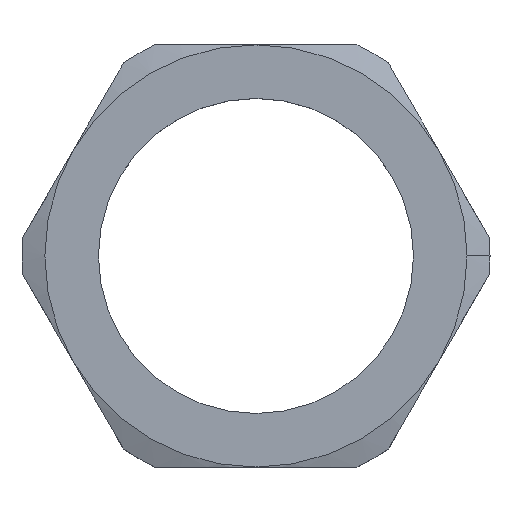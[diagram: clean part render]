
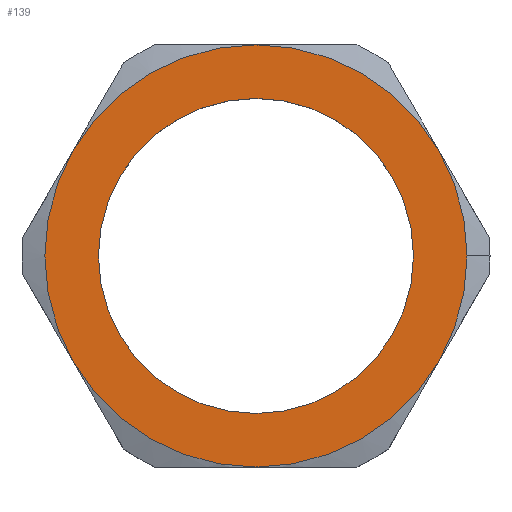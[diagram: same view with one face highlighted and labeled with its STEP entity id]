
A CAD part, top view. The second image highlights one B-rep face of the part: STEP entity #139.
In plain terms, the highlighted planar face has unit normal (0, 0, 1).
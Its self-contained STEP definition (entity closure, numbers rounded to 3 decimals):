
#39 = AXIS2_PLACEMENT_3D ( 'NONE', #516, #512, #511 ) ;
#45 = AXIS2_PLACEMENT_3D ( 'NONE', #489, #488, #487 ) ;
#49 = AXIS2_PLACEMENT_3D ( 'NONE', #486, #485, #484 ) ;
#50 = AXIS2_PLACEMENT_3D ( 'NONE', #483, #482, #481 ) ;
#52 = AXIS2_PLACEMENT_3D ( 'NONE', #480, #479, #478 ) ;
#53 = AXIS2_PLACEMENT_3D ( 'NONE', #477, #476, #475 ) ;
#54 = AXIS2_PLACEMENT_3D ( 'NONE', #474, #467, #466 ) ;
#88 = AXIS2_PLACEMENT_3D ( 'NONE', #543, #542, #541 ) ;
#90 = AXIS2_PLACEMENT_3D ( 'NONE', #495, #491, #490 ) ;
#92 = FACE_BOUND ( 'NONE', #727, .T. ) ;
#102 = FACE_OUTER_BOUND ( 'NONE', #729, .T. ) ;
#109 = AXIS2_PLACEMENT_3D ( 'NONE', #528, #527, #526 ) ;
#139 = ADVANCED_FACE ( 'NONE', ( #92, #102 ), #544, .T. ) ;
#144 = EDGE_CURVE ( 'NONE', #792, #760, #233, .T. ) ;
#148 = EDGE_CURVE ( 'NONE', #791, #757, #231, .T. ) ;
#155 = EDGE_CURVE ( 'NONE', #757, #791, #227, .T. ) ;
#156 = EDGE_CURVE ( 'NONE', #786, #792, #225, .T. ) ;
#157 = EDGE_CURVE ( 'NONE', #765, #788, #224, .T. ) ;
#158 = EDGE_CURVE ( 'NONE', #788, #787, #223, .T. ) ;
#159 = EDGE_CURVE ( 'NONE', #787, #772, #222, .T. ) ;
#160 = EDGE_CURVE ( 'NONE', #772, #786, #221, .T. ) ;
#163 = EDGE_CURVE ( 'NONE', #760, #765, #220, .T. ) ;
#220 = CIRCLE ( 'NONE', #54, 32.5 ) ;
#221 = CIRCLE ( 'NONE', #53, 32.5 ) ;
#222 = CIRCLE ( 'NONE', #52, 32.5 ) ;
#223 = CIRCLE ( 'NONE', #50, 32.5 ) ;
#224 = CIRCLE ( 'NONE', #49, 32.5 ) ;
#225 = CIRCLE ( 'NONE', #45, 32.5 ) ;
#227 = CIRCLE ( 'NONE', #90, 24.25 ) ;
#231 = CIRCLE ( 'NONE', #39, 24.25 ) ;
#233 = CIRCLE ( 'NONE', #109, 32.5 ) ;
#269 = CARTESIAN_POINT ( 'NONE',  ( 0., -32.5, 8. ) ) ;
#276 = CARTESIAN_POINT ( 'NONE',  ( 0., 32.5, 8. ) ) ;
#281 = CARTESIAN_POINT ( 'NONE',  ( 28.146, 16.25, 8. ) ) ;
#284 = CARTESIAN_POINT ( 'NONE',  ( 24.25, 0., 8. ) ) ;
#466 = DIRECTION ( 'NONE',  ( 1., 0., 0. ) ) ;
#467 = DIRECTION ( 'NONE',  ( 0., 0., 1. ) ) ;
#474 = CARTESIAN_POINT ( 'NONE',  ( 0., 0., 8. ) ) ;
#475 = DIRECTION ( 'NONE',  ( 1., 0., 0. ) ) ;
#476 = DIRECTION ( 'NONE',  ( 0., 0., 1. ) ) ;
#477 = CARTESIAN_POINT ( 'NONE',  ( 0., 0., 8. ) ) ;
#478 = DIRECTION ( 'NONE',  ( 1., 0., 0. ) ) ;
#479 = DIRECTION ( 'NONE',  ( 0., 0., 1. ) ) ;
#480 = CARTESIAN_POINT ( 'NONE',  ( 0., 0., 8. ) ) ;
#481 = DIRECTION ( 'NONE',  ( 1., 0., 0. ) ) ;
#482 = DIRECTION ( 'NONE',  ( 0., 0., 1. ) ) ;
#483 = CARTESIAN_POINT ( 'NONE',  ( 0., 0., 8. ) ) ;
#484 = DIRECTION ( 'NONE',  ( 1., 0., 0. ) ) ;
#485 = DIRECTION ( 'NONE',  ( 0., 0., 1. ) ) ;
#486 = CARTESIAN_POINT ( 'NONE',  ( 0., 0., 8. ) ) ;
#487 = DIRECTION ( 'NONE',  ( 1., 0., 0. ) ) ;
#488 = DIRECTION ( 'NONE',  ( 0., 0., 1. ) ) ;
#489 = CARTESIAN_POINT ( 'NONE',  ( 0., 0., 8. ) ) ;
#490 = DIRECTION ( 'NONE',  ( 1., 0., 0. ) ) ;
#491 = DIRECTION ( 'NONE',  ( 0., 0., 1. ) ) ;
#495 = CARTESIAN_POINT ( 'NONE',  ( 0., 0., 8. ) ) ;
#511 = DIRECTION ( 'NONE',  ( 1., 0., 0. ) ) ;
#512 = DIRECTION ( 'NONE',  ( 0., 0., 1. ) ) ;
#516 = CARTESIAN_POINT ( 'NONE',  ( 0., 0., 8. ) ) ;
#526 = DIRECTION ( 'NONE',  ( 1., 0., 0. ) ) ;
#527 = DIRECTION ( 'NONE',  ( 0., 0., 1. ) ) ;
#528 = CARTESIAN_POINT ( 'NONE',  ( 0., 0., 8. ) ) ;
#541 = DIRECTION ( 'NONE',  ( 1., 0., 0. ) ) ;
#542 = DIRECTION ( 'NONE',  ( 0., 0., 1. ) ) ;
#543 = CARTESIAN_POINT ( 'NONE',  ( 0., 0., 8. ) ) ;
#544 = PLANE ( 'NONE',  #88 ) ;
#563 = CARTESIAN_POINT ( 'NONE',  ( 28.146, -16.25, 8. ) ) ;
#564 = CARTESIAN_POINT ( 'NONE',  ( -28.146, -16.25, 8. ) ) ;
#565 = CARTESIAN_POINT ( 'NONE',  ( -28.146, 16.25, 8. ) ) ;
#568 = CARTESIAN_POINT ( 'NONE',  ( -24.25, 0., 8. ) ) ;
#569 = CARTESIAN_POINT ( 'NONE',  ( 32.5, 0., 8. ) ) ;
#722 = ORIENTED_EDGE ( 'NONE', *, *, #148, .F. ) ;
#723 = ORIENTED_EDGE ( 'NONE', *, *, #163, .T. ) ;
#724 = ORIENTED_EDGE ( 'NONE', *, *, #155, .F. ) ;
#727 = EDGE_LOOP ( 'NONE', ( #722, #724 ) ) ;
#729 = EDGE_LOOP ( 'NONE', ( #800, #802, #723, #793, #801, #794, #795 ) ) ;
#757 = VERTEX_POINT ( 'NONE', #284 ) ;
#760 = VERTEX_POINT ( 'NONE', #281 ) ;
#765 = VERTEX_POINT ( 'NONE', #276 ) ;
#772 = VERTEX_POINT ( 'NONE', #269 ) ;
#786 = VERTEX_POINT ( 'NONE', #563 ) ;
#787 = VERTEX_POINT ( 'NONE', #564 ) ;
#788 = VERTEX_POINT ( 'NONE', #565 ) ;
#791 = VERTEX_POINT ( 'NONE', #568 ) ;
#792 = VERTEX_POINT ( 'NONE', #569 ) ;
#793 = ORIENTED_EDGE ( 'NONE', *, *, #157, .T. ) ;
#794 = ORIENTED_EDGE ( 'NONE', *, *, #159, .T. ) ;
#795 = ORIENTED_EDGE ( 'NONE', *, *, #160, .T. ) ;
#800 = ORIENTED_EDGE ( 'NONE', *, *, #156, .T. ) ;
#801 = ORIENTED_EDGE ( 'NONE', *, *, #158, .T. ) ;
#802 = ORIENTED_EDGE ( 'NONE', *, *, #144, .T. ) ;
